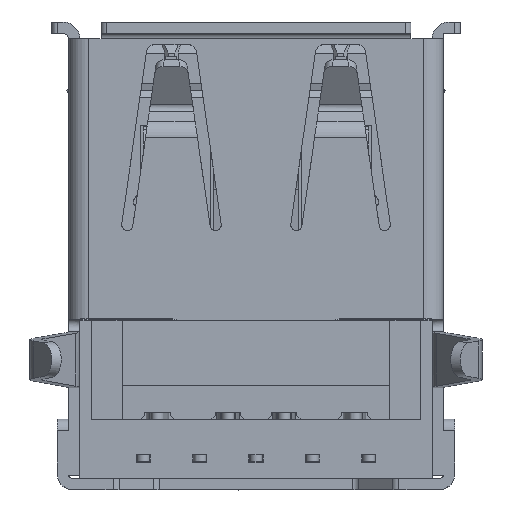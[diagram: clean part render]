
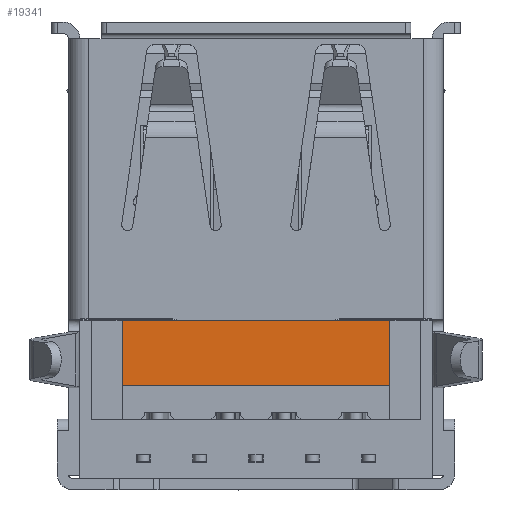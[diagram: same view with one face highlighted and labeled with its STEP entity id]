
A CAD part, top view. The second image highlights one B-rep face of the part: STEP entity #19341.
In plain terms, the highlighted free-form (B-spline) face has degree [1, 1] with [2, 2] control points.
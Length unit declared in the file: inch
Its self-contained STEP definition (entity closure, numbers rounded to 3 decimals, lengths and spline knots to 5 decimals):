
#122 = ORIENTED_EDGE ( 'NONE', *, *, #12396, .F. ) ;
#1187 = CARTESIAN_POINT ( 'NONE',  ( -4.75, 5.62, 4.23 ) ) ;
#2067 = CARTESIAN_POINT ( 'NONE',  ( 4.75, 5.62, 4.23 ) ) ;
#4223 = ORIENTED_EDGE ( 'NONE', *, *, #38863, .F. ) ;
#10017 = CARTESIAN_POINT ( 'NONE',  ( -4.94, 3.2536, 4.23 ) ) ;
#12396 = EDGE_CURVE ( 'NONE', #42959, #40500, #16003, .T. ) ;
#16003 = LINE ( 'NONE', #29705, #35564 ) ;
#16858 = EDGE_CURVE ( 'NONE', #40500, #16979, #22359, .T. ) ;
#16979 = VERTEX_POINT ( 'NONE', #35668 ) ;
#17489 = DIRECTION ( 'NONE',  ( 0., -1., 0. ) ) ;
#18480 = VECTOR ( 'NONE', #30973, 39.37008 ) ;
#19341 = ADVANCED_FACE ( 'NONE', ( #44794 ), #38008, .T. ) ;
#22359 = LINE ( 'NONE', #42615, #18480 ) ;
#22628 = DIRECTION ( 'NONE',  ( 1., 0., 0. ) ) ;
#24708 = ORIENTED_EDGE ( 'NONE', *, *, #16858, .F. ) ;
#25394 = CARTESIAN_POINT ( 'NONE',  ( -4.75, 5.62, 4.23 ) ) ;
#25595 = VERTEX_POINT ( 'NONE', #1187 ) ;
#26138 = CARTESIAN_POINT ( 'NONE',  ( -4.75, 5.62, 4.23 ) ) ;
#29705 = CARTESIAN_POINT ( 'NONE',  ( 4.75, 5.62, 4.23 ) ) ;
#30973 = DIRECTION ( 'NONE',  ( -1., 0., 0. ) ) ;
#35564 = VECTOR ( 'NONE', #17489, 39.37008 ) ;
#35668 = CARTESIAN_POINT ( 'NONE',  ( -4.75, 3.3, 4.23 ) ) ;
#35804 = LINE ( 'NONE', #25394, #40875 ) ;
#36066 = EDGE_LOOP ( 'NONE', ( #36974, #24708, #122, #4223 ) ) ;
#36974 = ORIENTED_EDGE ( 'NONE', *, *, #49393, .T. ) ;
#37299 = CARTESIAN_POINT ( 'NONE',  ( 4.75, 3.3, 4.23 ) ) ;
#38008 = B_SPLINE_SURFACE_WITH_KNOTS ( 'NONE', 1, 1, ( 
 ( #46651, #46104 ),
 ( #46278, #10017 ) ),
 .UNSPECIFIED., .F., .F., .F.,
 ( 2, 2 ),
 ( 2, 2 ),
 ( -4.94, 4.94 ),
 ( -1.2064, 1.2064 ),
 .UNSPECIFIED. ) ;
#38283 = DIRECTION ( 'NONE',  ( 0., -1., 0. ) ) ;
#38863 = EDGE_CURVE ( 'NONE', #25595, #42959, #35804, .T. ) ;
#40500 = VERTEX_POINT ( 'NONE', #37299 ) ;
#40875 = VECTOR ( 'NONE', #22628, 39.37008 ) ;
#42615 = CARTESIAN_POINT ( 'NONE',  ( 4.75, 3.3, 4.23 ) ) ;
#42959 = VERTEX_POINT ( 'NONE', #2067 ) ;
#44023 = LINE ( 'NONE', #26138, #45946 ) ;
#44794 = FACE_OUTER_BOUND ( 'NONE', #36066, .T. ) ;
#45946 = VECTOR ( 'NONE', #38283, 39.37008 ) ;
#46104 = CARTESIAN_POINT ( 'NONE',  ( 4.94, 3.2536, 4.23 ) ) ;
#46278 = CARTESIAN_POINT ( 'NONE',  ( -4.94, 5.6664, 4.23 ) ) ;
#46651 = CARTESIAN_POINT ( 'NONE',  ( 4.94, 5.6664, 4.23 ) ) ;
#49393 = EDGE_CURVE ( 'NONE', #25595, #16979, #44023, .T. ) ;
